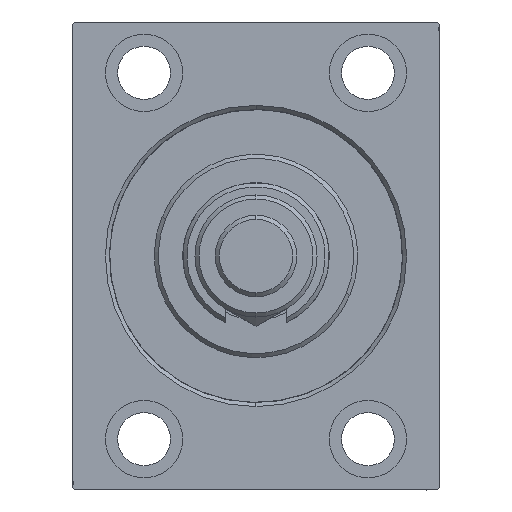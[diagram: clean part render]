
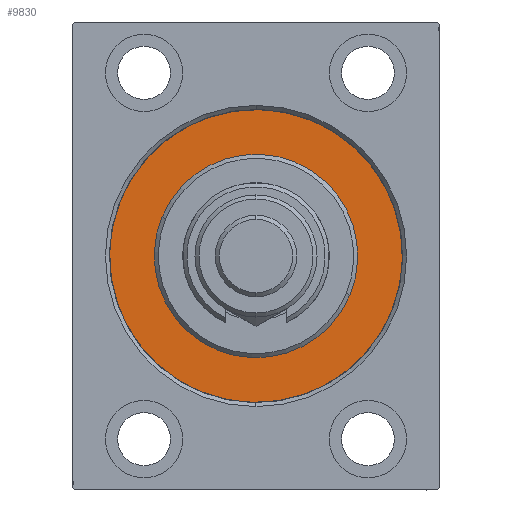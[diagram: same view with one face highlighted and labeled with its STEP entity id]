
A CAD part, left-side view. The second image highlights one B-rep face of the part: STEP entity #9830.
In plain terms, the highlighted face is planar.
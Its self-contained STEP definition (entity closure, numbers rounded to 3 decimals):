
#930 = DIRECTION ( 'NONE',  ( -1., 0., 0. ) ) ;
#1295 = CARTESIAN_POINT ( 'NONE',  ( 0., 0., 25. ) ) ;
#3047 = FACE_OUTER_BOUND ( 'NONE', #14989, .T. ) ;
#4676 = CARTESIAN_POINT ( 'NONE',  ( 0., 0., -25. ) ) ;
#5449 = CIRCLE ( 'NONE', #6255, 25. ) ;
#6255 = AXIS2_PLACEMENT_3D ( 'NONE', #20129, #31420, #39123 ) ;
#7363 = DIRECTION ( 'NONE',  ( -1., 0., 0. ) ) ;
#8017 = EDGE_LOOP ( 'NONE', ( #35972, #11488 ) ) ;
#9830 = ADVANCED_FACE ( 'NONE', ( #47313, #3047 ), #36251, .F. ) ;
#11488 = ORIENTED_EDGE ( 'NONE', *, *, #26549, .F. ) ;
#11779 = EDGE_CURVE ( 'NONE', #21854, #25299, #29698, .T. ) ;
#12807 = AXIS2_PLACEMENT_3D ( 'NONE', #35990, #24685, #20601 ) ;
#13398 = DIRECTION ( 'NONE',  ( 0., 0., 1. ) ) ;
#13603 = CIRCLE ( 'NONE', #12807, 25. ) ;
#14989 = EDGE_LOOP ( 'NONE', ( #43892, #25527 ) ) ;
#15595 = DIRECTION ( 'NONE',  ( 0., 0., 1. ) ) ;
#15802 = AXIS2_PLACEMENT_3D ( 'NONE', #46838, #32144, #13398 ) ;
#18663 = DIRECTION ( 'NONE',  ( 0., 0., 1. ) ) ;
#19555 = VERTEX_POINT ( 'NONE', #1295 ) ;
#20129 = CARTESIAN_POINT ( 'NONE',  ( 0., 0., 0. ) ) ;
#20507 = AXIS2_PLACEMENT_3D ( 'NONE', #44406, #7363, #18663 ) ;
#20601 = DIRECTION ( 'NONE',  ( 0., 0., -1. ) ) ;
#21854 = VERTEX_POINT ( 'NONE', #30541 ) ;
#22095 = CARTESIAN_POINT ( 'NONE',  ( 0., 0., 0. ) ) ;
#22258 = CIRCLE ( 'NONE', #46844, 36. ) ;
#22623 = CARTESIAN_POINT ( 'NONE',  ( 0., 0., 36. ) ) ;
#22858 = EDGE_CURVE ( 'NONE', #25299, #21854, #22258, .T. ) ;
#24685 = DIRECTION ( 'NONE',  ( 1., 0., 0. ) ) ;
#25299 = VERTEX_POINT ( 'NONE', #22623 ) ;
#25527 = ORIENTED_EDGE ( 'NONE', *, *, #22858, .F. ) ;
#26549 = EDGE_CURVE ( 'NONE', #46284, #19555, #5449, .T. ) ;
#29698 = CIRCLE ( 'NONE', #20507, 36. ) ;
#30541 = CARTESIAN_POINT ( 'NONE',  ( 0., 0., -36. ) ) ;
#31420 = DIRECTION ( 'NONE',  ( 1., 0., 0. ) ) ;
#32144 = DIRECTION ( 'NONE',  ( -1., 0., 0. ) ) ;
#35972 = ORIENTED_EDGE ( 'NONE', *, *, #40394, .F. ) ;
#35990 = CARTESIAN_POINT ( 'NONE',  ( 0., 0., 0. ) ) ;
#36251 = PLANE ( 'NONE',  #15802 ) ;
#39123 = DIRECTION ( 'NONE',  ( 0., 0., -1. ) ) ;
#40394 = EDGE_CURVE ( 'NONE', #19555, #46284, #13603, .T. ) ;
#43892 = ORIENTED_EDGE ( 'NONE', *, *, #11779, .F. ) ;
#44406 = CARTESIAN_POINT ( 'NONE',  ( 0., 0., 0. ) ) ;
#46284 = VERTEX_POINT ( 'NONE', #4676 ) ;
#46838 = CARTESIAN_POINT ( 'NONE',  ( 0., 0., 0. ) ) ;
#46844 = AXIS2_PLACEMENT_3D ( 'NONE', #22095, #930, #15595 ) ;
#47313 = FACE_BOUND ( 'NONE', #8017, .T. ) ;
